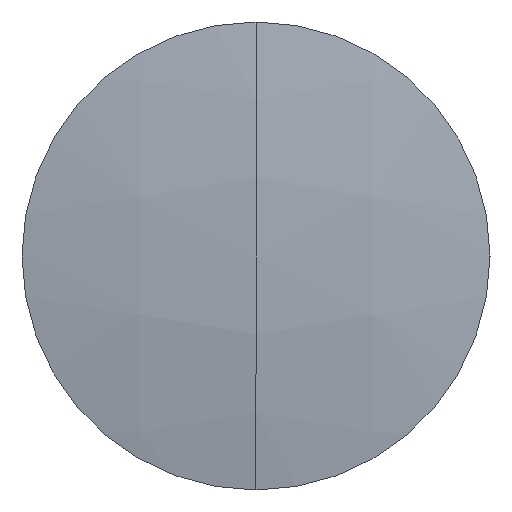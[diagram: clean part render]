
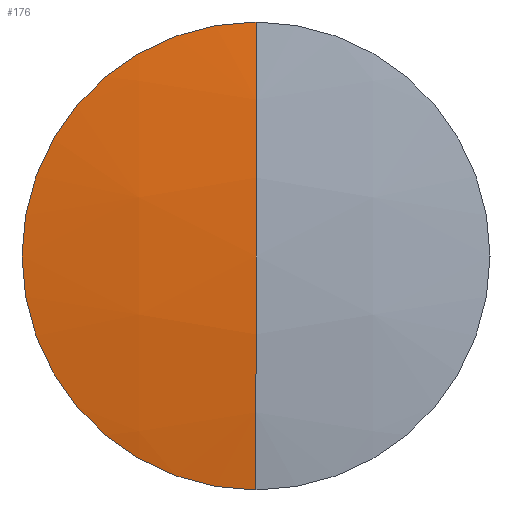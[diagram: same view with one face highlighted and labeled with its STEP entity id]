
A CAD part, left-side view. The second image highlights one B-rep face of the part: STEP entity #176.
In plain terms, the highlighted spherical face has radius 77.4 mm.
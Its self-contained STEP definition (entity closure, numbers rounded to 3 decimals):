
#14 = AXIS2_PLACEMENT_3D ( 'NONE', #338, #303, #306 ) ;
#30 = EDGE_CURVE ( 'NONE', #341, #252, #44, .T. ) ;
#44 = CIRCLE ( 'NONE', #319, 12.7 ) ;
#65 = CARTESIAN_POINT ( 'NONE',  ( 294.696, 0., 0. ) ) ;
#86 = EDGE_CURVE ( 'NONE', #252, #276, #97, .T. ) ;
#87 = FACE_OUTER_BOUND ( 'NONE', #347, .T. ) ;
#97 = CIRCLE ( 'NONE', #188, 77.4 ) ;
#119 = CARTESIAN_POINT ( 'NONE',  ( 372.096, 0., 0. ) ) ;
#130 = ORIENTED_EDGE ( 'NONE', *, *, #30, .T. ) ;
#144 = CARTESIAN_POINT ( 'NONE',  ( 295.745, 0., 0. ) ) ;
#146 = DIRECTION ( 'NONE',  ( -1., 0., 0. ) ) ;
#148 = DIRECTION ( 'NONE',  ( 0., 0., 1. ) ) ;
#157 = AXIS2_PLACEMENT_3D ( 'NONE', #119, #213, #285 ) ;
#169 = DIRECTION ( 'NONE',  ( 0., 1., 0. ) ) ;
#173 = ORIENTED_EDGE ( 'NONE', *, *, #86, .T. ) ;
#174 = CARTESIAN_POINT ( 'NONE',  ( 372.096, 0., 0. ) ) ;
#176 = ADVANCED_FACE ( 'NONE', ( #87 ), #249, .T. ) ;
#179 = DIRECTION ( 'NONE',  ( 0., 0., 1. ) ) ;
#180 = EDGE_CURVE ( 'NONE', #341, #276, #334, .T. ) ;
#188 = AXIS2_PLACEMENT_3D ( 'NONE', #174, #169, #179 ) ;
#213 = DIRECTION ( 'NONE',  ( 0., 1., 0. ) ) ;
#249 = SPHERICAL_SURFACE ( 'NONE', #157, 77.4 ) ;
#252 = VERTEX_POINT ( 'NONE', #311 ) ;
#276 = VERTEX_POINT ( 'NONE', #65 ) ;
#285 = DIRECTION ( 'NONE',  ( 0., 0., 1. ) ) ;
#303 = DIRECTION ( 'NONE',  ( 0., -1., 0. ) ) ;
#306 = DIRECTION ( 'NONE',  ( 0., 0., -1. ) ) ;
#311 = CARTESIAN_POINT ( 'NONE',  ( 295.745, 0., -12.7 ) ) ;
#319 = AXIS2_PLACEMENT_3D ( 'NONE', #144, #146, #148 ) ;
#334 = CIRCLE ( 'NONE', #14, 77.4 ) ;
#335 = CARTESIAN_POINT ( 'NONE',  ( 295.745, 0., 12.7 ) ) ;
#337 = ORIENTED_EDGE ( 'NONE', *, *, #180, .F. ) ;
#338 = CARTESIAN_POINT ( 'NONE',  ( 372.096, 0., 0. ) ) ;
#341 = VERTEX_POINT ( 'NONE', #335 ) ;
#347 = EDGE_LOOP ( 'NONE', ( #130, #173, #337 ) ) ;
